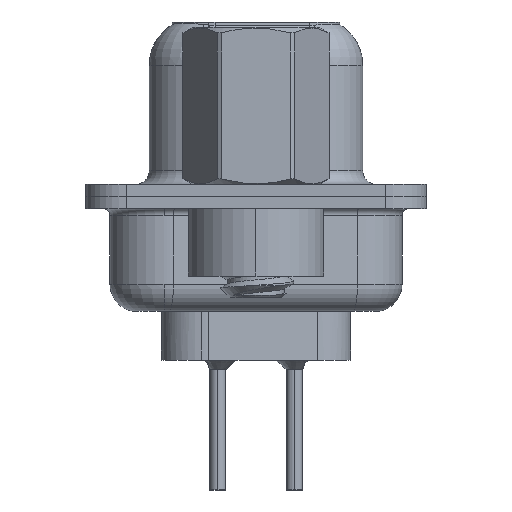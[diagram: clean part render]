
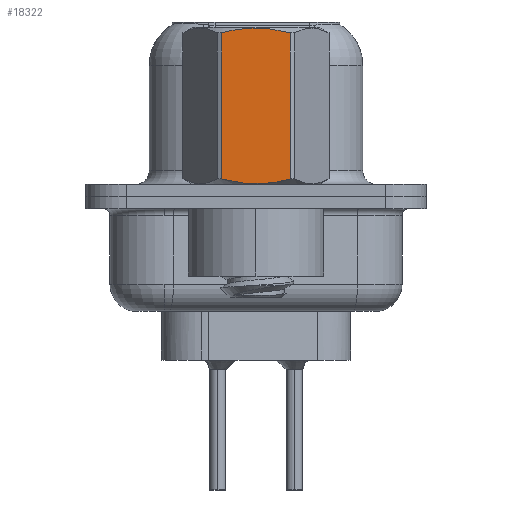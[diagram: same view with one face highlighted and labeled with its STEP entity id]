
A CAD part, left-side view. The second image highlights one B-rep face of the part: STEP entity #18322.
In plain terms, the highlighted planar face has unit normal (-1, 0, 0).
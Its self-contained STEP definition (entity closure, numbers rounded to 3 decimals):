
#1740 = CARTESIAN_POINT ( 'NONE',  ( -2.381, 1.065, 0.596 ) ) ;
#2676 = CARTESIAN_POINT ( 'NONE',  ( -2.381, 1.273, 6.048 ) ) ;
#2817 = FACE_OUTER_BOUND ( 'NONE', #19761, .T. ) ;
#3538 = CARTESIAN_POINT ( 'NONE',  ( -2.381, 0.853, 6.151 ) ) ;
#4436 = VERTEX_POINT ( 'NONE', #23475 ) ;
#4963 = DIRECTION ( 'NONE',  ( 0., 0., -1. ) ) ;
#5026 = CARTESIAN_POINT ( 'NONE',  ( -2.381, -1.273, 3.792 ) ) ;
#5730 = CARTESIAN_POINT ( 'NONE',  ( -2.381, -1.066, 0.596 ) ) ;
#6038 = CARTESIAN_POINT ( 'NONE',  ( -2.381, -0.858, 6.15 ) ) ;
#6686 = EDGE_CURVE ( 'NONE', #21575, #4436, #17227, .T. ) ;
#7184 = CARTESIAN_POINT ( 'NONE',  ( -2.381, 1.375, -3.75 ) ) ;
#7461 = ORIENTED_EDGE ( 'NONE', *, *, #15353, .T. ) ;
#7472 = CARTESIAN_POINT ( 'NONE',  ( -2.381, -0.432, 0.485 ) ) ;
#7734 = CARTESIAN_POINT ( 'NONE',  ( -2.381, 0.428, 0.485 ) ) ;
#9741 = CARTESIAN_POINT ( 'NONE',  ( -2.381, -0.858, 0.55 ) ) ;
#9873 = CARTESIAN_POINT ( 'NONE',  ( -2.381, 0.215, 0.468 ) ) ;
#10187 = CARTESIAN_POINT ( 'NONE',  ( -2.381, -1.066, 6.104 ) ) ;
#10228 = VERTEX_POINT ( 'NONE', #24805 ) ;
#10721 = VECTOR ( 'NONE', #17162, 1000. ) ;
#11654 = CARTESIAN_POINT ( 'NONE',  ( -2.381, 1.065, 6.104 ) ) ;
#12019 = CARTESIAN_POINT ( 'NONE',  ( -2.381, 0.853, 0.549 ) ) ;
#12056 = CARTESIAN_POINT ( 'NONE',  ( -2.381, 0.215, 6.232 ) ) ;
#12079 = AXIS2_PLACEMENT_3D ( 'NONE', #7184, #13220, #25135 ) ;
#13220 = DIRECTION ( 'NONE',  ( -1., 0., 0. ) ) ;
#14147 = CARTESIAN_POINT ( 'NONE',  ( -2.381, 1.273, 0.652 ) ) ;
#14383 = EDGE_CURVE ( 'NONE', #10228, #25355, #19326, .T. ) ;
#14490 = B_SPLINE_CURVE_WITH_KNOTS ( 'NONE', 3,
 ( #14147, #1740, #12019, #7734, #9873, #25816, #7472, #9741, #5730, #23810 ),
 .UNSPECIFIED., .F., .F.,
 ( 4, 2, 2, 2, 4 ),
 ( 0.003, 0.003, 0.004, 0.004, 0.005 ),
 .UNSPECIFIED. ) ;
#15353 = EDGE_CURVE ( 'NONE', #25355, #21575, #22774, .T. ) ;
#15361 = CARTESIAN_POINT ( 'NONE',  ( -2.381, 1.273, 3.792 ) ) ;
#15478 = PLANE ( 'NONE',  #12079 ) ;
#17162 = DIRECTION ( 'NONE',  ( 0., 0., 1. ) ) ;
#17227 = LINE ( 'NONE', #15361, #21244 ) ;
#17937 = CARTESIAN_POINT ( 'NONE',  ( -2.381, -0.432, 6.215 ) ) ;
#18070 = CARTESIAN_POINT ( 'NONE',  ( -2.381, 0.428, 6.215 ) ) ;
#18322 = ADVANCED_FACE ( 'NONE', ( #2817 ), #15478, .T. ) ;
#18341 = CARTESIAN_POINT ( 'NONE',  ( -2.381, -1.273, 6.048 ) ) ;
#19326 = LINE ( 'NONE', #5026, #10721 ) ;
#19761 = EDGE_LOOP ( 'NONE', ( #21577, #23955, #7461, #25268 ) ) ;
#19940 = CARTESIAN_POINT ( 'NONE',  ( -2.381, 1.273, 6.048 ) ) ;
#20335 = CARTESIAN_POINT ( 'NONE',  ( -2.381, -0.215, 6.232 ) ) ;
#21125 = CARTESIAN_POINT ( 'NONE',  ( -2.381, -1.273, 6.048 ) ) ;
#21244 = VECTOR ( 'NONE', #4963, 1000. ) ;
#21575 = VERTEX_POINT ( 'NONE', #2676 ) ;
#21577 = ORIENTED_EDGE ( 'NONE', *, *, #24068, .T. ) ;
#22774 = B_SPLINE_CURVE_WITH_KNOTS ( 'NONE', 3,
 ( #18341, #10187, #6038, #17937, #20335, #12056, #18070, #3538, #11654, #19940 ),
 .UNSPECIFIED., .F., .F.,
 ( 4, 2, 2, 2, 4 ),
 ( 0.001, 0.002, 0.002, 0.003, 0.004 ),
 .UNSPECIFIED. ) ;
#23475 = CARTESIAN_POINT ( 'NONE',  ( -2.381, 1.273, 0.652 ) ) ;
#23810 = CARTESIAN_POINT ( 'NONE',  ( -2.381, -1.273, 0.652 ) ) ;
#23955 = ORIENTED_EDGE ( 'NONE', *, *, #14383, .T. ) ;
#24068 = EDGE_CURVE ( 'NONE', #4436, #10228, #14490, .T. ) ;
#24805 = CARTESIAN_POINT ( 'NONE',  ( -2.381, -1.273, 0.652 ) ) ;
#25135 = DIRECTION ( 'NONE',  ( 0., -1., 0. ) ) ;
#25268 = ORIENTED_EDGE ( 'NONE', *, *, #6686, .T. ) ;
#25355 = VERTEX_POINT ( 'NONE', #21125 ) ;
#25816 = CARTESIAN_POINT ( 'NONE',  ( -2.381, -0.215, 0.468 ) ) ;
